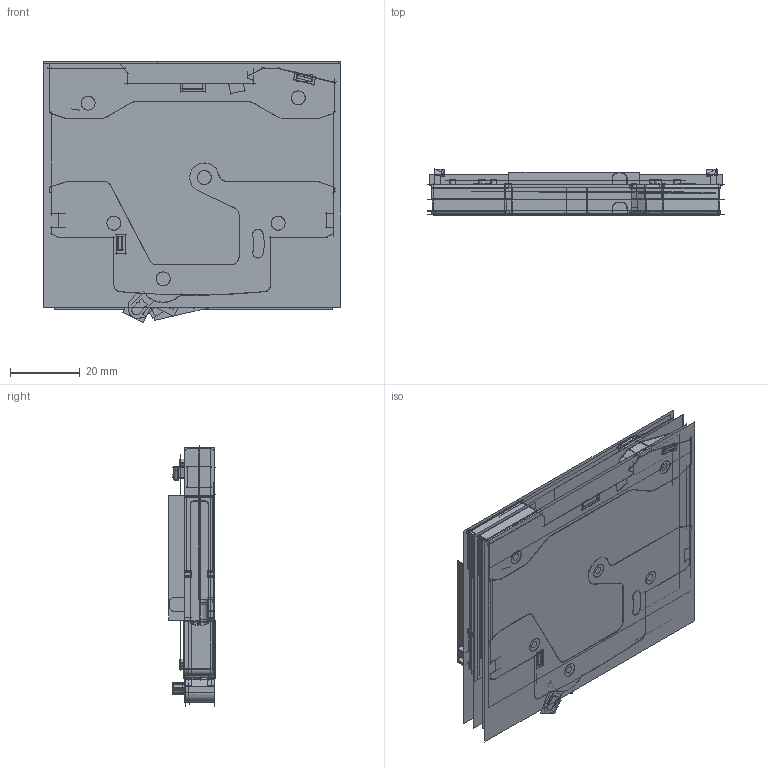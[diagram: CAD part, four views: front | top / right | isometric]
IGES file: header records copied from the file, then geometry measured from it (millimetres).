
Start section:  PTC IGES file: xf9j-waiguan_asm.igs
Global section: file name: xf9j-waiguan_asm.igs; native system: Pro/ENGINEER by Parametric Technology Corporation; preprocessor: 2007090; author: xujh; organization: Unknown; date: 20160918.162222; units: millimetre
Bounding box: 85.37 x 13.45 x 75.06 mm (x, y, z)
Surface area: 665396.8 mm2 (no closed solid volume)
Topology: 0 solids, 0 shells, 3072 faces, 54934 edges, 70580 vertices
Faces by surface type: bspline 2096, revolution 976
